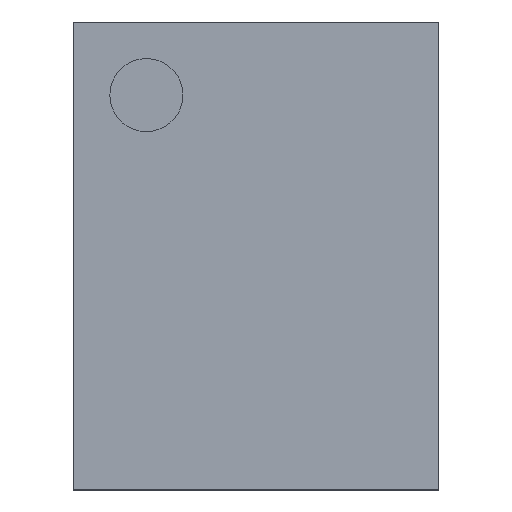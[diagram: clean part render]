
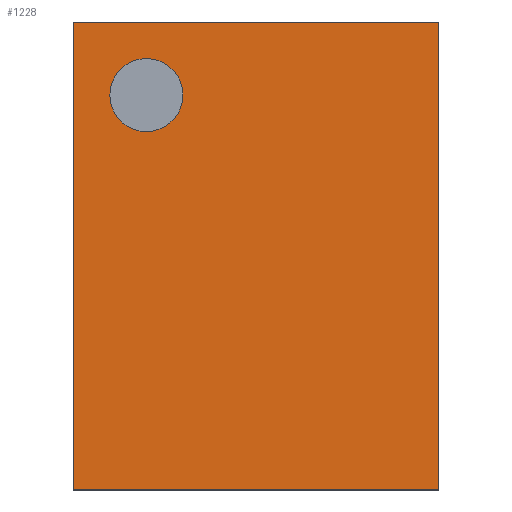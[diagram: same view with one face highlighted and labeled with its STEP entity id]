
A CAD part, top view. The second image highlights one B-rep face of the part: STEP entity #1228.
In plain terms, the highlighted free-form (B-spline) face has degree [1, 1] with [2, 2] control points.
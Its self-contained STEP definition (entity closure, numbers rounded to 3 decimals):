
#1114=CARTESIAN_POINT('',(-0.75,0.85,1.0));
#1115=VERTEX_POINT('',#1114);
#1124=CARTESIAN_POINT('',(-0.75,1.35,1.0));
#1125=VERTEX_POINT('',#1124);
#1126=CARTESIAN_POINT('',(-0.75,1.1,1.0));
#1127=DIRECTION('',(0.0,0.0,-1.0));
#1128=DIRECTION('',(0.0,-1.0,0.0));
#1129=AXIS2_PLACEMENT_3D('',#1126,#1127,#1128);
#1130=CIRCLE('',#1129,0.25);
#1131=EDGE_CURVE('',#1125,#1115,#1130,.T.);
#1165=CARTESIAN_POINT('',(-0.75,1.1,1.0));
#1166=DIRECTION('',(0.0,0.0,-1.0));
#1167=DIRECTION('',(0.0,-1.0,0.0));
#1168=AXIS2_PLACEMENT_3D('',#1165,#1166,#1167);
#1169=CIRCLE('',#1168,0.25);
#1170=EDGE_CURVE('',#1115,#1125,#1169,.T.);
#1185=CARTESIAN_POINT('',(-1.25,1.6,1.0));
#1186=CARTESIAN_POINT('',(-1.25,-1.6,1.0));
#1187=CARTESIAN_POINT('',(1.25,1.6,1.0));
#1188=CARTESIAN_POINT('',(1.25,-1.6,1.0));
#1189=B_SPLINE_SURFACE_WITH_KNOTS('',1,1,((#1185,#1187),(#1186,#1188)),.UNSPECIFIED.,.F.,.F.,.U.,(2,2),(2,2),(0.0,3.2),(0.0,2.5),.UNSPECIFIED.);
#1190=CARTESIAN_POINT('',(1.25,-1.6,1.0));
#1191=VERTEX_POINT('',#1190);
#1192=CARTESIAN_POINT('',(-1.25,-1.6,1.0));
#1193=VERTEX_POINT('',#1192);
#1194=CARTESIAN_POINT('',(1.25,-1.6,1.0));
#1195=DIRECTION('',(-1.0,0.0,0.0));
#1196=VECTOR('',#1195,2.5);
#1197=LINE('',#1194,#1196);
#1198=EDGE_CURVE('',#1191,#1193,#1197,.T.);
#1199=ORIENTED_EDGE('',*,*,#1198,.F.);
#1200=CARTESIAN_POINT('',(1.25,1.6,1.0));
#1201=VERTEX_POINT('',#1200);
#1202=CARTESIAN_POINT('',(1.25,1.6,1.0));
#1203=DIRECTION('',(0.0,-1.0,0.0));
#1204=VECTOR('',#1203,3.2);
#1205=LINE('',#1202,#1204);
#1206=EDGE_CURVE('',#1201,#1191,#1205,.T.);
#1207=ORIENTED_EDGE('',*,*,#1206,.F.);
#1208=CARTESIAN_POINT('',(-1.25,1.6,1.0));
#1209=VERTEX_POINT('',#1208);
#1210=CARTESIAN_POINT('',(-1.25,1.6,1.0));
#1211=DIRECTION('',(1.0,0.0,0.0));
#1212=VECTOR('',#1211,2.5);
#1213=LINE('',#1210,#1212);
#1214=EDGE_CURVE('',#1209,#1201,#1213,.T.);
#1215=ORIENTED_EDGE('',*,*,#1214,.F.);
#1216=CARTESIAN_POINT('',(-1.25,-1.6,1.0));
#1217=DIRECTION('',(0.0,1.0,0.0));
#1218=VECTOR('',#1217,3.2);
#1219=LINE('',#1216,#1218);
#1220=EDGE_CURVE('',#1193,#1209,#1219,.T.);
#1221=ORIENTED_EDGE('',*,*,#1220,.F.);
#1222=EDGE_LOOP('',(#1199,#1207,#1215,#1221));
#1223=FACE_OUTER_BOUND('',#1222,.T.);
#1224=ORIENTED_EDGE('',*,*,#1170,.T.);
#1225=ORIENTED_EDGE('',*,*,#1131,.T.);
#1226=EDGE_LOOP('',(#1224,#1225));
#1227=FACE_BOUND('',#1226,.T.);
#1228=ADVANCED_FACE('',(#1223,#1227),#1189,.T.);
